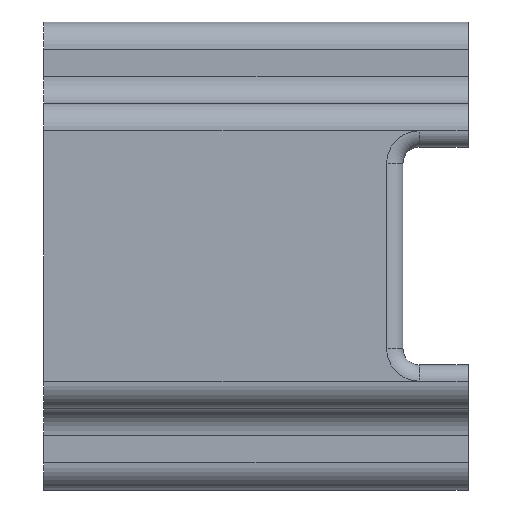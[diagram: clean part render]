
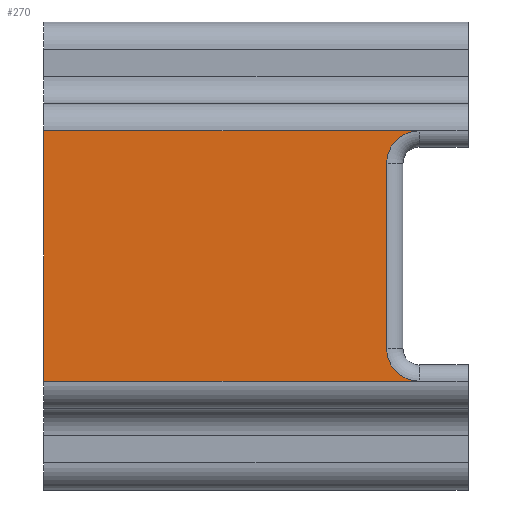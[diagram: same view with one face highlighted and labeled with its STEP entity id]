
A CAD part, left-side view. The second image highlights one B-rep face of the part: STEP entity #270.
In plain terms, the highlighted planar face has unit normal (-1, 0, 0).
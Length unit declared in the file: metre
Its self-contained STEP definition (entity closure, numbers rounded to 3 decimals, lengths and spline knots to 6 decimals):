
#270 = ADVANCED_FACE( '', ( #629 ), #630, .F. );
#629 = FACE_OUTER_BOUND( '', #1987, .T. );
#630 = PLANE( '', #1988 );
#1987 = EDGE_LOOP( '', ( #3378, #3379, #3380, #3381, #3382, #3383 ) );
#1988 = AXIS2_PLACEMENT_3D( '', #3384, #3385, #3386 );
#3378 = ORIENTED_EDGE( '', *, *, #3986, .T. );
#3379 = ORIENTED_EDGE( '', *, *, #4246, .T. );
#3380 = ORIENTED_EDGE( '', *, *, #4052, .F. );
#3381 = ORIENTED_EDGE( '', *, *, #4190, .T. );
#3382 = ORIENTED_EDGE( '', *, *, #4247, .T. );
#3383 = ORIENTED_EDGE( '', *, *, #4244, .T. );
#3384 = CARTESIAN_POINT( '', ( -0.043, 0.269757, 0.0115 ) );
#3385 = DIRECTION( '', ( 1., 0., 0. ) );
#3386 = DIRECTION( '', ( 0., 0., -1. ) );
#3986 = EDGE_CURVE( '', #4422, #4427, #4429, .F. );
#4052 = EDGE_CURVE( '', #4547, #4549, #4550, .T. );
#4190 = EDGE_CURVE( '', #4547, #4764, #4766, .T. );
#4244 = EDGE_CURVE( '', #4840, #4422, #4843, .T. );
#4246 = EDGE_CURVE( '', #4427, #4549, #4845, .T. );
#4247 = EDGE_CURVE( '', #4764, #4840, #4846, .T. );
#4422 = VERTEX_POINT( '', #5167 );
#4427 = VERTEX_POINT( '', #5173 );
#4429 = LINE( '', #5175, #5176 );
#4547 = VERTEX_POINT( '', #5382 );
#4549 = VERTEX_POINT( '', #5384 );
#4550 = LINE( '', #5385, #5386 );
#4764 = VERTEX_POINT( '', #6393 );
#4766 = LINE( '', #6395, #6396 );
#4840 = VERTEX_POINT( '', #6501 );
#4843 = CIRCLE( '', #6504, 0.006 );
#4845 = CIRCLE( '', #6506, 0.006 );
#4846 = LINE( '', #6507, #6508 );
#5167 = CARTESIAN_POINT( '', ( -0.043, 0.015, -0.017 ) );
#5173 = CARTESIAN_POINT( '', ( -0.043, 0.015, 0.017 ) );
#5175 = CARTESIAN_POINT( '', ( -0.043, 0.015, 0.017 ) );
#5176 = VECTOR( '', #6892, 1. );
#5382 = CARTESIAN_POINT( '', ( -0.043, 0.078, 0.023 ) );
#5384 = CARTESIAN_POINT( '', ( -0.043, 0.009, 0.023 ) );
#5385 = CARTESIAN_POINT( '', ( -0.043, 0.269757, 0.023 ) );
#5386 = VECTOR( '', #7008, 1. );
#6393 = CARTESIAN_POINT( '', ( -0.043, 0.078, -0.023 ) );
#6395 = CARTESIAN_POINT( '', ( -0.043, 0.078, 0.0115 ) );
#6396 = VECTOR( '', #7204, 1. );
#6501 = CARTESIAN_POINT( '', ( -0.043, 0.009, -0.023 ) );
#6504 = AXIS2_PLACEMENT_3D( '', #7291, #7292, #7293 );
#6506 = AXIS2_PLACEMENT_3D( '', #7294, #7295, #7296 );
#6507 = CARTESIAN_POINT( '', ( -0.043, 0.269757, -0.023 ) );
#6508 = VECTOR( '', #7297, 1. );
#6892 = DIRECTION( '', ( 0., 0., -1. ) );
#7008 = DIRECTION( '', ( 0., -1., 0. ) );
#7204 = DIRECTION( '', ( 0., 0., -1. ) );
#7291 = CARTESIAN_POINT( '', ( -0.043, 0.009, -0.017 ) );
#7292 = DIRECTION( '', ( 1., 0., 0. ) );
#7293 = DIRECTION( '', ( 0., 0., -1. ) );
#7294 = CARTESIAN_POINT( '', ( -0.043, 0.009, 0.017 ) );
#7295 = DIRECTION( '', ( 1., 0., 0. ) );
#7296 = DIRECTION( '', ( 0., 0., -1. ) );
#7297 = DIRECTION( '', ( 0., -1., 0. ) );
